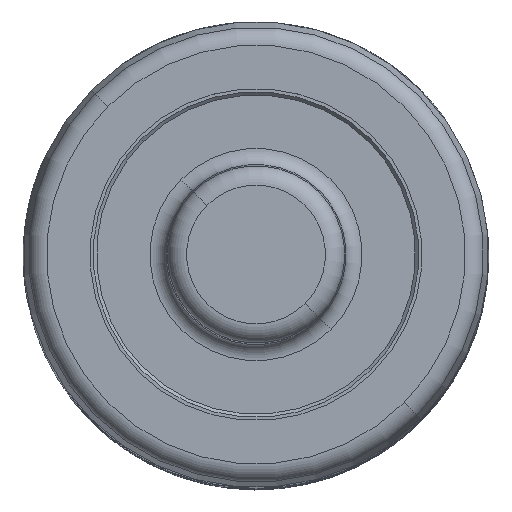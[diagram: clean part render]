
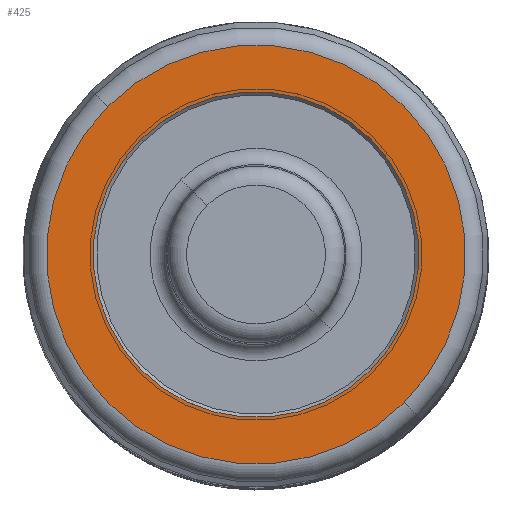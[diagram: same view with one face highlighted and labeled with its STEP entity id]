
A CAD part, top view. The second image highlights one B-rep face of the part: STEP entity #425.
In plain terms, the highlighted planar face has unit normal (0, 0, 1).
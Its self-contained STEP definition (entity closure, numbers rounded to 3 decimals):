
#398 = VERTEX_POINT('',#399);
#399 = CARTESIAN_POINT('',(-3.571,3.571,
    48.8));
#407 = VERTEX_POINT('',#408);
#408 = CARTESIAN_POINT('',(3.571,-3.571,
    48.8));
#414 = EDGE_CURVE('',#398,#407,#415,.T.);
#415 = CIRCLE('',#416,5.05);
#416 = AXIS2_PLACEMENT_3D('',#417,#418,#419);
#417 = CARTESIAN_POINT('',(0.,0.,
    48.8));
#418 = DIRECTION('',(0.,0.,1.));
#419 = DIRECTION('',(0.707,-0.707,0.));
#425 = ADVANCED_FACE('',(#426,#446),#456,.F.);
#426 = FACE_BOUND('',#427,.T.);
#427 = EDGE_LOOP('',(#428,#439));
#428 = ORIENTED_EDGE('',*,*,#429,.T.);
#429 = EDGE_CURVE('',#430,#432,#434,.T.);
#430 = VERTEX_POINT('',#431);
#431 = CARTESIAN_POINT('',(-4.594,4.594,48.8));
#432 = VERTEX_POINT('',#433);
#433 = CARTESIAN_POINT('',(4.594,-4.594,48.8));
#434 = CIRCLE('',#435,6.497);
#435 = AXIS2_PLACEMENT_3D('',#436,#437,#438);
#436 = CARTESIAN_POINT('',(0.,0.,
    48.8));
#437 = DIRECTION('',(0.,0.,1.));
#438 = DIRECTION('',(0.707,-0.707,0.));
#439 = ORIENTED_EDGE('',*,*,#440,.T.);
#440 = EDGE_CURVE('',#432,#430,#441,.T.);
#441 = CIRCLE('',#442,6.497);
#442 = AXIS2_PLACEMENT_3D('',#443,#444,#445);
#443 = CARTESIAN_POINT('',(0.,0.,
    48.8));
#444 = DIRECTION('',(0.,0.,1.));
#445 = DIRECTION('',(0.707,-0.707,0.));
#446 = FACE_BOUND('',#447,.T.);
#447 = EDGE_LOOP('',(#448,#449));
#448 = ORIENTED_EDGE('',*,*,#414,.F.);
#449 = ORIENTED_EDGE('',*,*,#450,.F.);
#450 = EDGE_CURVE('',#407,#398,#451,.T.);
#451 = CIRCLE('',#452,5.05);
#452 = AXIS2_PLACEMENT_3D('',#453,#454,#455);
#453 = CARTESIAN_POINT('',(0.,0.,
    48.8));
#454 = DIRECTION('',(0.,0.,1.));
#455 = DIRECTION('',(0.707,-0.707,0.));
#456 = PLANE('',#457);
#457 = AXIS2_PLACEMENT_3D('',#458,#459,#460);
#458 = CARTESIAN_POINT('',(4.082,-4.082,
    48.8));
#459 = DIRECTION('',(0.,0.,-1.));
#460 = DIRECTION('',(0.707,-0.707,0.));
